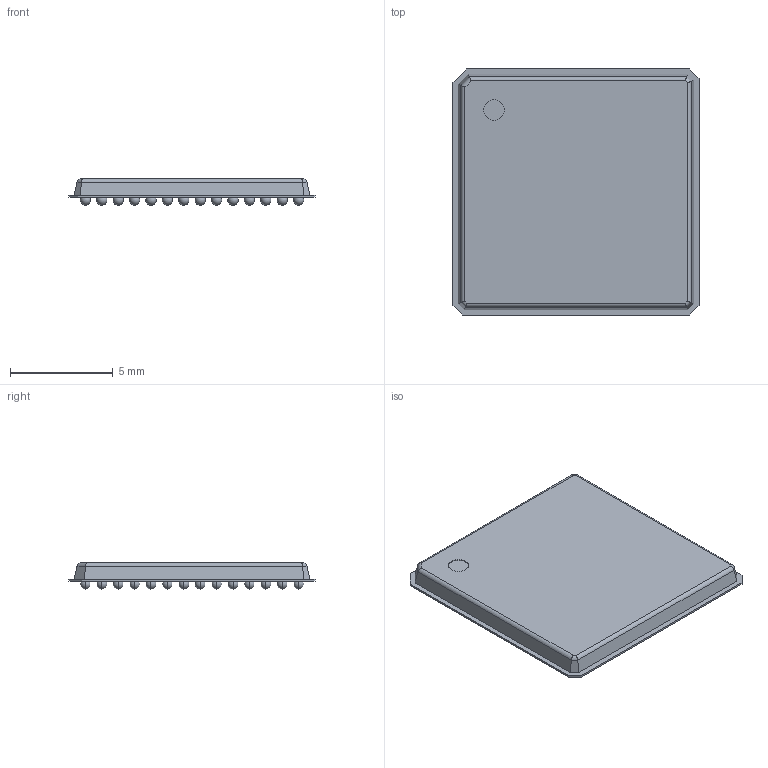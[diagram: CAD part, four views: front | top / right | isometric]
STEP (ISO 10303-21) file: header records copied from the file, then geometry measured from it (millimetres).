
FILE_DESCRIPTION((''),'2;1');
FILE_NAME('UBGA_ASM','2017-05-16T',('a0412086'),(''),'CREO PARAMETRIC BY PTC INC, 2016050','CREO PARAMETRIC BY PTC INC, 2016050','');
FILE_SCHEMA(('AUTOMOTIVE_DESIGN { 1 0 10303 214 1 1 1 1 }'));
Length unit declared in the file: millimetre
Products named in the file (5): SUBSTRATE; SOLDER_BALL; MOLD; PIN1_AREA; UBGA_ASM
Assembly tree (182 placements, depth 2):
  UBGA_ASM
    SUBSTRATE
    SOLDER_BALL  x179
    MOLD
    PIN1_AREA
Bounding box: 12 x 12 x 1.29 mm (x, y, z)
Volume: 125.7 mm3; surface area: 716.9 mm2
Topology: 181 solids, 181 shells, 568 faces, 1144 edges, 581 vertices
Faces by surface type: sphere 358, plane 200, cylinder 10
Entity records: 3587 total; most frequent: CARTESIAN_POINT 586, DIRECTION 516, AXIS2_PLACEMENT_3D 229, PROPERTY_DEFINITION 205, REPRESENTATION 202, PROPERTY_DEFINITION_REPRESENTATION 202, PRODUCT_DEFINITION_SHAPE 187, ITEM_DEFINED_TRANSFORMATION 182
